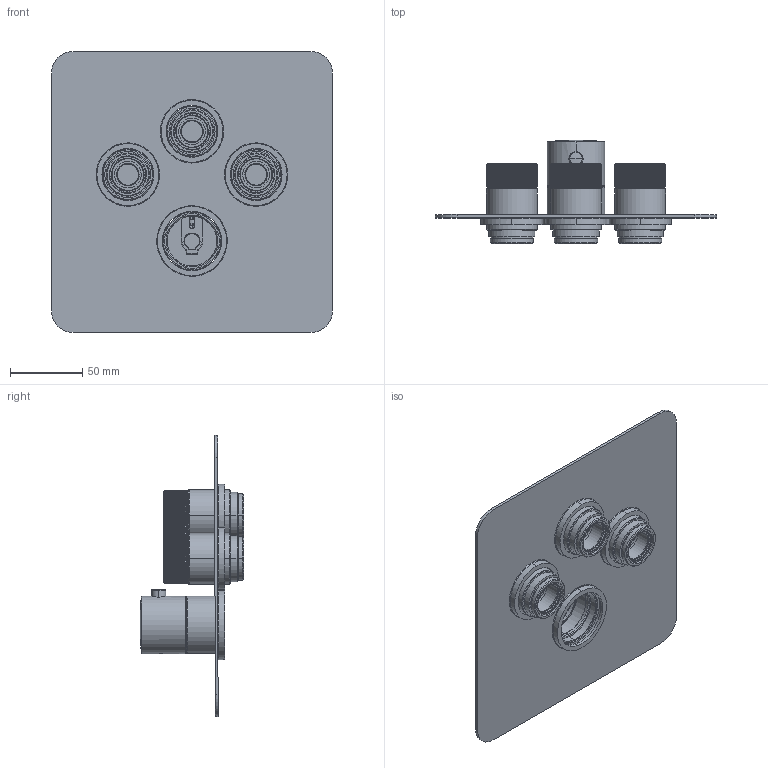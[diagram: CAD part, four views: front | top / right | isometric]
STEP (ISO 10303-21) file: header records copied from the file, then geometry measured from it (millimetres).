
FILE_DESCRIPTION (( 'STEP AP203' ), '1' );
FILE_NAME ('85DP07808.STEP', '2024-01-18T06:08:54', ( '' ), ( '' ), 'SwSTEP 2.0', 'SolidWorks 2021', '' );
FILE_SCHEMA (( 'CONFIG_CONTROL_DESIGN' ));
Length unit declared in the file: millimetre
Products named in the file (1): 85DP07808
Bounding box: 195 x 71.87 x 195 mm (x, y, z)
Volume: 147327.7 mm3; surface area: 171625.7 mm2
Topology: 17 solids, 17 shells, 3695 faces, 10567 edges, 6986 vertices
Faces by surface type: cylinder 1611, plane 1470, cone 561, torus 47, sphere 6
Entity records: 129640 total; most frequent: CARTESIAN_POINT 34595, ORIENTED_EDGE 21130, DIRECTION 19005, EDGE_CURVE 10565, AXIS2_PLACEMENT_3D 7348, VERTEX_POINT 6986, VECTOR 4309, LINE 4309
